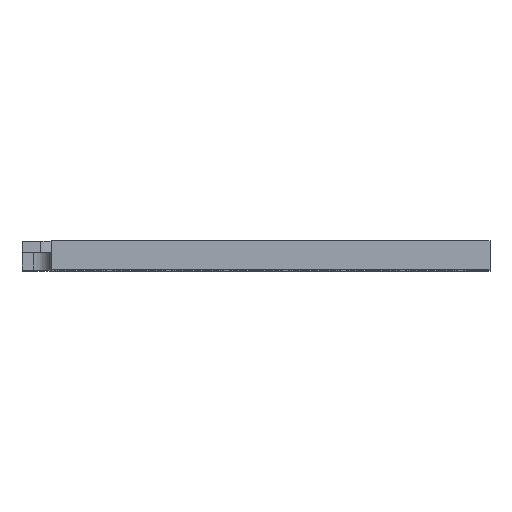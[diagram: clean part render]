
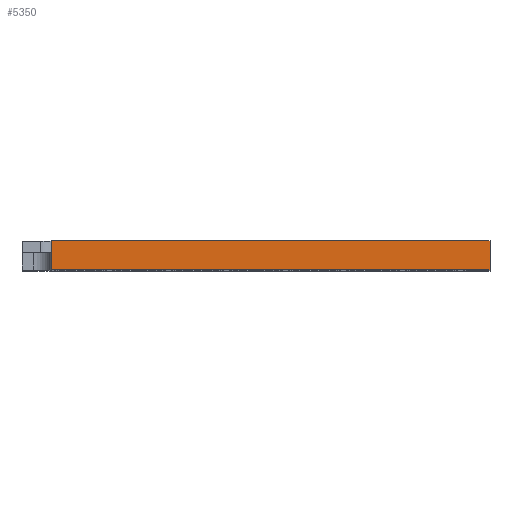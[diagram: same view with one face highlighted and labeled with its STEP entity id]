
A CAD part, top view. The second image highlights one B-rep face of the part: STEP entity #5350.
In plain terms, the highlighted planar face has unit normal (0, 0, 1).
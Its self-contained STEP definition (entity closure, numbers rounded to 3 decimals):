
#406=PLANE('',#6073);
#726=FACE_OUTER_BOUND('',#1310,.T.);
#1310=EDGE_LOOP('',(#4829,#4830,#4831,#4832));
#1332=LINE('',#7842,#1642);
#1357=LINE('',#8082,#1667);
#1415=LINE('',#8402,#1725);
#1454=LINE('',#8497,#1764);
#1642=VECTOR('',#6119,10.);
#1667=VECTOR('',#6338,10.);
#1725=VECTOR('',#6634,10.);
#1764=VECTOR('',#6769,10.);
#2334=VERTEX_POINT('',#7839);
#2335=VERTEX_POINT('',#7841);
#2452=VERTEX_POINT('',#8079);
#2453=VERTEX_POINT('',#8081);
#2798=EDGE_CURVE('',#2335,#2334,#1332,.T.);
#2918=EDGE_CURVE('',#2452,#2453,#1357,.T.);
#3079=EDGE_CURVE('',#2452,#2335,#1415,.T.);
#3126=EDGE_CURVE('',#2334,#2453,#1454,.T.);
#4829=ORIENTED_EDGE('',*,*,#3079,.T.);
#4830=ORIENTED_EDGE('',*,*,#2798,.T.);
#4831=ORIENTED_EDGE('',*,*,#3126,.T.);
#4832=ORIENTED_EDGE('',*,*,#2918,.F.);
#5350=ADVANCED_FACE('',(#726),#406,.T.);
#6073=AXIS2_PLACEMENT_3D('',#9256,#7782,#7783);
#6119=DIRECTION('',(1.,0.,0.));
#6338=DIRECTION('',(1.,0.,0.));
#6634=DIRECTION('',(0.,-1.,0.));
#6769=DIRECTION('',(0.,1.,0.));
#7782=DIRECTION('center_axis',(0.,0.,1.));
#7783=DIRECTION('ref_axis',(1.,0.,0.));
#7839=CARTESIAN_POINT('',(0.,0.,0.));
#7841=CARTESIAN_POINT('',(-150.,0.,0.));
#7842=CARTESIAN_POINT('',(-160.,0.,0.));
#8079=CARTESIAN_POINT('',(-150.,10.,0.));
#8081=CARTESIAN_POINT('',(0.,10.,0.));
#8082=CARTESIAN_POINT('',(-160.,10.,0.));
#8402=CARTESIAN_POINT('',(-150.,5.,0.));
#8497=CARTESIAN_POINT('',(0.,0.,0.));
#9256=CARTESIAN_POINT('Origin',(-160.,0.,0.));
